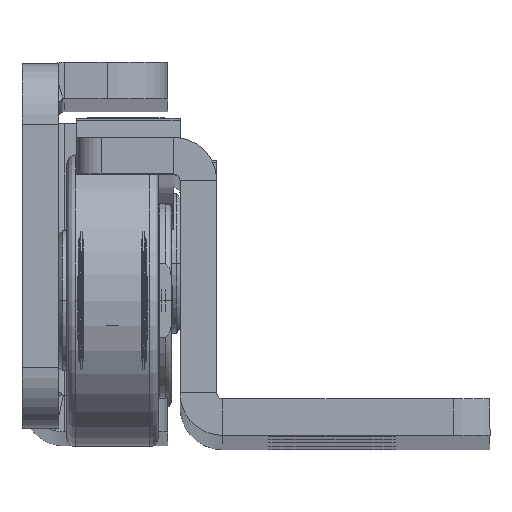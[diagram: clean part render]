
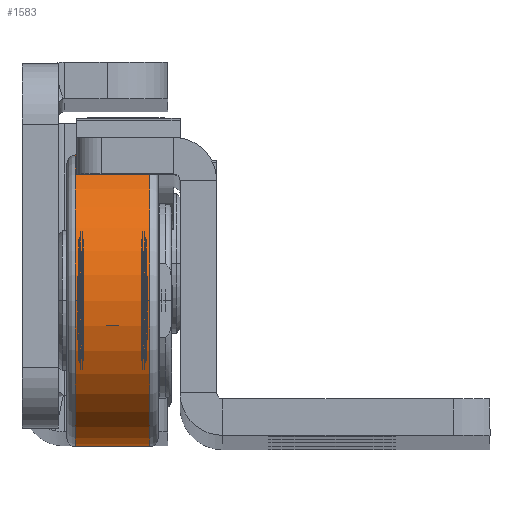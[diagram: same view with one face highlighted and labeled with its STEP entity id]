
A CAD part, top view. The second image highlights one B-rep face of the part: STEP entity #1583.
In plain terms, the highlighted cylindrical face has radius 12 mm (diameter 24 mm), a partial arc.
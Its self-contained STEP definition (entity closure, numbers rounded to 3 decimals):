
#417 = DIRECTION ( 'NONE',  ( 0., -1., 0. ) ) ;
#423 = CARTESIAN_POINT ( 'NONE',  ( -3.05, 12., 0. ) ) ;
#1583 = ADVANCED_FACE ( 'NONE', ( #11679 ), #12546, .T. ) ;
#1690 = ORIENTED_EDGE ( 'NONE', *, *, #2752, .T. ) ;
#1738 = CARTESIAN_POINT ( 'NONE',  ( -3.05, -12., 0. ) ) ;
#2127 = EDGE_LOOP ( 'NONE', ( #5539, #7069, #1690, #2884 ) ) ;
#2472 = VECTOR ( 'NONE', #14905, 1000. ) ;
#2597 = CIRCLE ( 'NONE', #11379, 12. ) ;
#2752 = EDGE_CURVE ( 'NONE', #7017, #6591, #7681, .T. ) ;
#2780 = CARTESIAN_POINT ( 'NONE',  ( -3.75, 12., 0. ) ) ;
#2884 = ORIENTED_EDGE ( 'NONE', *, *, #9365, .T. ) ;
#3141 = CIRCLE ( 'NONE', #5161, 12. ) ;
#4989 = LINE ( 'NONE', #2780, #7214 ) ;
#5161 = AXIS2_PLACEMENT_3D ( 'NONE', #14880, #6398, #417 ) ;
#5539 = ORIENTED_EDGE ( 'NONE', *, *, #10038, .F. ) ;
#5644 = CARTESIAN_POINT ( 'NONE',  ( 3.05, -12., 0. ) ) ;
#6186 = VERTEX_POINT ( 'NONE', #423 ) ;
#6398 = DIRECTION ( 'NONE',  ( -1., 0., 0. ) ) ;
#6591 = VERTEX_POINT ( 'NONE', #1738 ) ;
#6672 = DIRECTION ( 'NONE',  ( 0., 1., 0. ) ) ;
#7017 = VERTEX_POINT ( 'NONE', #5644 ) ;
#7069 = ORIENTED_EDGE ( 'NONE', *, *, #12425, .T. ) ;
#7214 = VECTOR ( 'NONE', #12438, 1000. ) ;
#7681 = LINE ( 'NONE', #8944, #2472 ) ;
#7843 = CARTESIAN_POINT ( 'NONE',  ( -3.05, 0., 0. ) ) ;
#8944 = CARTESIAN_POINT ( 'NONE',  ( -3.75, -12., 0. ) ) ;
#9365 = EDGE_CURVE ( 'NONE', #6591, #6186, #2597, .T. ) ;
#10038 = EDGE_CURVE ( 'NONE', #13108, #6186, #4989, .T. ) ;
#11076 = AXIS2_PLACEMENT_3D ( 'NONE', #15214, #15064, #12774 ) ;
#11379 = AXIS2_PLACEMENT_3D ( 'NONE', #7843, #12627, #6672 ) ;
#11679 = FACE_OUTER_BOUND ( 'NONE', #2127, .T. ) ;
#12425 = EDGE_CURVE ( 'NONE', #13108, #7017, #3141, .T. ) ;
#12438 = DIRECTION ( 'NONE',  ( -1., 0., 0. ) ) ;
#12546 = CYLINDRICAL_SURFACE ( 'NONE', #11076, 12. ) ;
#12627 = DIRECTION ( 'NONE',  ( 1., 0., 0. ) ) ;
#12774 = DIRECTION ( 'NONE',  ( 0., -1., 0. ) ) ;
#13108 = VERTEX_POINT ( 'NONE', #13335 ) ;
#13335 = CARTESIAN_POINT ( 'NONE',  ( 3.05, 12., 0. ) ) ;
#14880 = CARTESIAN_POINT ( 'NONE',  ( 3.05, 0., 0. ) ) ;
#14905 = DIRECTION ( 'NONE',  ( -1., 0., 0. ) ) ;
#15064 = DIRECTION ( 'NONE',  ( -1., 0., 0. ) ) ;
#15214 = CARTESIAN_POINT ( 'NONE',  ( -3.75, 0., 0. ) ) ;
